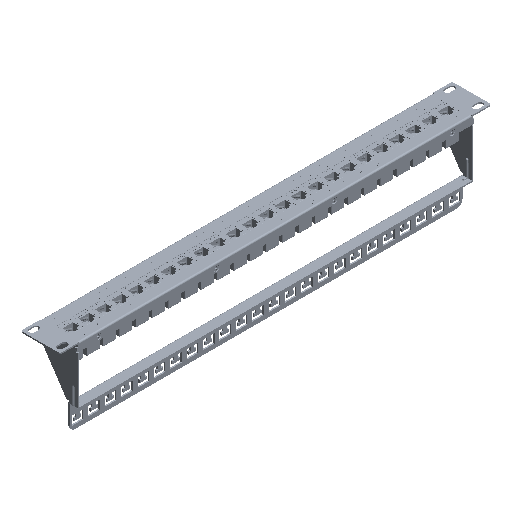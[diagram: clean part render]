
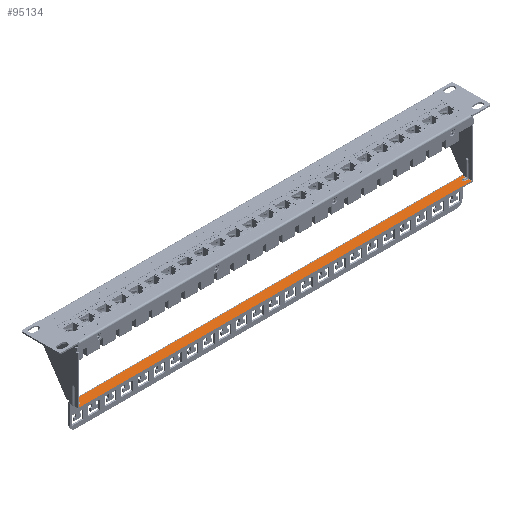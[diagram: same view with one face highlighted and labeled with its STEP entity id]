
A CAD part, isometric view. The second image highlights one B-rep face of the part: STEP entity #95134.
In plain terms, the highlighted face is planar.
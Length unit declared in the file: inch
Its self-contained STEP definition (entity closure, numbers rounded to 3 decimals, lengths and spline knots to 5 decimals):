
#1063 = EDGE_CURVE ( 'NONE', #108596, #48688, #66797, .T. ) ;
#1503 = ORIENTED_EDGE ( 'NONE', *, *, #90345, .F. ) ;
#3321 = LINE ( 'NONE', #70378, #107734 ) ;
#6014 = ORIENTED_EDGE ( 'NONE', *, *, #22235, .F. ) ;
#7848 = CARTESIAN_POINT ( 'NONE',  ( 8.64, -0.0698, 0. ) ) ;
#10513 = CARTESIAN_POINT ( 'NONE',  ( 8.64, -0.48, 0. ) ) ;
#11417 = CARTESIAN_POINT ( 'NONE',  ( -8.4625, -0.3404, 0. ) ) ;
#12071 = VECTOR ( 'NONE', #38790, 39.37008 ) ;
#12782 = ORIENTED_EDGE ( 'NONE', *, *, #87880, .F. ) ;
#14004 = ORIENTED_EDGE ( 'NONE', *, *, #37569, .T. ) ;
#14665 = VERTEX_POINT ( 'NONE', #74985 ) ;
#14752 = CARTESIAN_POINT ( 'NONE',  ( -8.64, -0.2094, 0. ) ) ;
#15159 = DIRECTION ( 'NONE',  ( 0., 1., 0. ) ) ;
#16103 = CARTESIAN_POINT ( 'NONE',  ( -8.64, -0.3404, 0. ) ) ;
#16139 = DIRECTION ( 'NONE',  ( 1., 0., 0. ) ) ;
#16821 = DIRECTION ( 'NONE',  ( 1., 0., 0. ) ) ;
#18159 = CARTESIAN_POINT ( 'NONE',  ( -8.4905, -0.2654, 0. ) ) ;
#18430 = DIRECTION ( 'NONE',  ( 0., 0., -1. ) ) ;
#20530 = VERTEX_POINT ( 'NONE', #57204 ) ;
#20594 = AXIS2_PLACEMENT_3D ( 'NONE', #18159, #88895, #16821 ) ;
#22235 = EDGE_CURVE ( 'NONE', #124697, #104214, #3321, .T. ) ;
#22785 = CARTESIAN_POINT ( 'NONE',  ( -8.4905, -0.2094, 0. ) ) ;
#24035 = ORIENTED_EDGE ( 'NONE', *, *, #65175, .T. ) ;
#24308 = FACE_OUTER_BOUND ( 'NONE', #76990, .T. ) ;
#26834 = CARTESIAN_POINT ( 'NONE',  ( -8.64, -0.48, 0. ) ) ;
#27060 = CARTESIAN_POINT ( 'NONE',  ( 8.64, -0.48, 0. ) ) ;
#27371 = VECTOR ( 'NONE', #38097, 39.37008 ) ;
#27564 = CARTESIAN_POINT ( 'NONE',  ( 8.65, -0.2094, 0. ) ) ;
#28207 = CARTESIAN_POINT ( 'NONE',  ( 8.4905, -0.2844, 0. ) ) ;
#28886 = CARTESIAN_POINT ( 'NONE',  ( 8.4905, -0.2654, 0. ) ) ;
#29536 = VERTEX_POINT ( 'NONE', #56174 ) ;
#29704 = VERTEX_POINT ( 'NONE', #57477 ) ;
#30663 = CIRCLE ( 'NONE', #115097, 0.056 ) ;
#30736 = EDGE_CURVE ( 'NONE', #124697, #14665, #39576, .T. ) ;
#31300 = ORIENTED_EDGE ( 'NONE', *, *, #52494, .F. ) ;
#32669 = EDGE_CURVE ( 'NONE', #39711, #29704, #130303, .T. ) ;
#33273 = VECTOR ( 'NONE', #61447, 39.37008 ) ;
#33422 = DIRECTION ( 'NONE',  ( 0., 0., -1. ) ) ;
#33686 = VECTOR ( 'NONE', #78235, 39.37008 ) ;
#33796 = VECTOR ( 'NONE', #56897, 39.37008 ) ;
#34152 = VECTOR ( 'NONE', #92849, 39.37008 ) ;
#36045 = CARTESIAN_POINT ( 'NONE',  ( 8.65, -0.48, 0. ) ) ;
#37569 = EDGE_CURVE ( 'NONE', #123135, #29704, #63214, .T. ) ;
#38097 = DIRECTION ( 'NONE',  ( 0., 1., 0. ) ) ;
#38146 = VERTEX_POINT ( 'NONE', #64458 ) ;
#38790 = DIRECTION ( 'NONE',  ( 0., 1., 0. ) ) ;
#39576 = LINE ( 'NONE', #11417, #33273 ) ;
#39711 = VERTEX_POINT ( 'NONE', #10513 ) ;
#39754 = AXIS2_PLACEMENT_3D ( 'NONE', #76683, #67358, #16139 ) ;
#40852 = ORIENTED_EDGE ( 'NONE', *, *, #48453, .T. ) ;
#43304 = LINE ( 'NONE', #77996, #33796 ) ;
#46850 = LINE ( 'NONE', #27564, #117972 ) ;
#47880 = CIRCLE ( 'NONE', #99265, 0.056 ) ;
#48251 = CIRCLE ( 'NONE', #20594, 0.056 ) ;
#48330 = CARTESIAN_POINT ( 'NONE',  ( 8.64, -0.2094, 0. ) ) ;
#48453 = EDGE_CURVE ( 'NONE', #55260, #116396, #88106, .T. ) ;
#48688 = VERTEX_POINT ( 'NONE', #14752 ) ;
#49111 = EDGE_CURVE ( 'NONE', #20530, #116804, #56345, .T. ) ;
#49886 = CARTESIAN_POINT ( 'NONE',  ( -8.4345, -0.48, 0. ) ) ;
#50155 = CARTESIAN_POINT ( 'NONE',  ( 8.65, -0.3404, 0. ) ) ;
#52494 = EDGE_CURVE ( 'NONE', #123135, #116804, #59213, .T. ) ;
#52674 = EDGE_CURVE ( 'NONE', #39711, #104214, #55823, .T. ) ;
#53767 = DIRECTION ( 'NONE',  ( 1., 0., 0. ) ) ;
#54185 = ORIENTED_EDGE ( 'NONE', *, *, #49111, .T. ) ;
#55260 = VERTEX_POINT ( 'NONE', #58295 ) ;
#55823 = LINE ( 'NONE', #36045, #77912 ) ;
#56174 = CARTESIAN_POINT ( 'NONE',  ( 8.4905, -0.2094, 0. ) ) ;
#56345 = LINE ( 'NONE', #81814, #34152 ) ;
#56416 = CARTESIAN_POINT ( 'NONE',  ( 8.4345, -0.2844, 0. ) ) ;
#56897 = DIRECTION ( 'NONE',  ( -1., 0., 0. ) ) ;
#57204 = CARTESIAN_POINT ( 'NONE',  ( 8.4345, -0.2654, 0. ) ) ;
#57477 = CARTESIAN_POINT ( 'NONE',  ( 8.64, -0.3404, 0. ) ) ;
#58295 = CARTESIAN_POINT ( 'NONE',  ( -8.4345, -0.2844, 0. ) ) ;
#58600 = ORIENTED_EDGE ( 'NONE', *, *, #30736, .T. ) ;
#59213 = CIRCLE ( 'NONE', #123526, 0.056 ) ;
#59863 = LINE ( 'NONE', #84993, #96188 ) ;
#61447 = DIRECTION ( 'NONE',  ( 1., 0., 0. ) ) ;
#63214 = LINE ( 'NONE', #50155, #104306 ) ;
#63522 = VECTOR ( 'NONE', #69073, 39.37008 ) ;
#64458 = CARTESIAN_POINT ( 'NONE',  ( -8.64, -0.0698, 0. ) ) ;
#65175 = EDGE_CURVE ( 'NONE', #77151, #29536, #46850, .T. ) ;
#65886 = EDGE_CURVE ( 'NONE', #87233, #38146, #43304, .T. ) ;
#66504 = PLANE ( 'NONE',  #39754 ) ;
#66797 = LINE ( 'NONE', #68523, #33686 ) ;
#67358 = DIRECTION ( 'NONE',  ( 0., 0., 1. ) ) ;
#68523 = CARTESIAN_POINT ( 'NONE',  ( -8.64, -0.2094, 0. ) ) ;
#68997 = ORIENTED_EDGE ( 'NONE', *, *, #88990, .F. ) ;
#69073 = DIRECTION ( 'NONE',  ( 0., -1., 0. ) ) ;
#69660 = CARTESIAN_POINT ( 'NONE',  ( 8.4905, -0.3404, 0. ) ) ;
#70378 = CARTESIAN_POINT ( 'NONE',  ( -8.64, -0.0698, 0. ) ) ;
#72022 = ORIENTED_EDGE ( 'NONE', *, *, #65886, .F. ) ;
#74985 = CARTESIAN_POINT ( 'NONE',  ( -8.4905, -0.3404, 0. ) ) ;
#75492 = ORIENTED_EDGE ( 'NONE', *, *, #95310, .F. ) ;
#76683 = CARTESIAN_POINT ( 'NONE',  ( 8.65, -0.48, 0. ) ) ;
#76990 = EDGE_LOOP ( 'NONE', ( #12782, #95934, #1503, #72022, #98051, #24035, #68997, #54185, #31300, #14004, #119778, #89132, #6014, #58600, #75492, #40852 ) ) ;
#77151 = VERTEX_POINT ( 'NONE', #48330 ) ;
#77881 = DIRECTION ( 'NONE',  ( 0., 0., -1. ) ) ;
#77912 = VECTOR ( 'NONE', #105382, 39.37008 ) ;
#77996 = CARTESIAN_POINT ( 'NONE',  ( 8.65, -0.0698, 0. ) ) ;
#78235 = DIRECTION ( 'NONE',  ( -1., 0., 0. ) ) ;
#80101 = DIRECTION ( 'NONE',  ( 0., -1., 0. ) ) ;
#81814 = CARTESIAN_POINT ( 'NONE',  ( 8.4345, -0.3124, 0. ) ) ;
#83727 = EDGE_CURVE ( 'NONE', #77151, #87233, #59863, .T. ) ;
#84993 = CARTESIAN_POINT ( 'NONE',  ( 8.64, -0.48, 0. ) ) ;
#87233 = VERTEX_POINT ( 'NONE', #7848 ) ;
#87880 = EDGE_CURVE ( 'NONE', #108596, #116396, #48251, .T. ) ;
#88106 = LINE ( 'NONE', #49886, #12071 ) ;
#88895 = DIRECTION ( 'NONE',  ( 0., 0., -1. ) ) ;
#88990 = EDGE_CURVE ( 'NONE', #20530, #29536, #47880, .T. ) ;
#89132 = ORIENTED_EDGE ( 'NONE', *, *, #52674, .T. ) ;
#89167 = DIRECTION ( 'NONE',  ( 1., 0., 0. ) ) ;
#90345 = EDGE_CURVE ( 'NONE', #38146, #48688, #111015, .T. ) ;
#92849 = DIRECTION ( 'NONE',  ( 0., -1., 0. ) ) ;
#93852 = CARTESIAN_POINT ( 'NONE',  ( -8.4905, -0.2844, 0. ) ) ;
#95134 = ADVANCED_FACE ( 'NONE', ( #24308 ), #66504, .F. ) ;
#95310 = EDGE_CURVE ( 'NONE', #55260, #14665, #30663, .T. ) ;
#95934 = ORIENTED_EDGE ( 'NONE', *, *, #1063, .T. ) ;
#96188 = VECTOR ( 'NONE', #15159, 39.37008 ) ;
#98051 = ORIENTED_EDGE ( 'NONE', *, *, #83727, .F. ) ;
#98161 = DIRECTION ( 'NONE',  ( -1., 0., 0. ) ) ;
#99265 = AXIS2_PLACEMENT_3D ( 'NONE', #28886, #77881, #109305 ) ;
#99504 = CARTESIAN_POINT ( 'NONE',  ( -8.64, -0.0698, 0. ) ) ;
#100830 = DIRECTION ( 'NONE',  ( 1., 0., 0. ) ) ;
#104214 = VERTEX_POINT ( 'NONE', #26834 ) ;
#104306 = VECTOR ( 'NONE', #100830, 39.37008 ) ;
#105382 = DIRECTION ( 'NONE',  ( -1., 0., 0. ) ) ;
#107734 = VECTOR ( 'NONE', #80101, 39.37008 ) ;
#108596 = VERTEX_POINT ( 'NONE', #22785 ) ;
#109305 = DIRECTION ( 'NONE',  ( 1., 0., 0. ) ) ;
#111015 = LINE ( 'NONE', #99504, #63522 ) ;
#115097 = AXIS2_PLACEMENT_3D ( 'NONE', #93852, #33422, #53767 ) ;
#116396 = VERTEX_POINT ( 'NONE', #123847 ) ;
#116804 = VERTEX_POINT ( 'NONE', #56416 ) ;
#117972 = VECTOR ( 'NONE', #98161, 39.37008 ) ;
#119778 = ORIENTED_EDGE ( 'NONE', *, *, #32669, .F. ) ;
#123135 = VERTEX_POINT ( 'NONE', #69660 ) ;
#123526 = AXIS2_PLACEMENT_3D ( 'NONE', #28207, #18430, #89167 ) ;
#123847 = CARTESIAN_POINT ( 'NONE',  ( -8.4345, -0.2654, 0. ) ) ;
#124697 = VERTEX_POINT ( 'NONE', #16103 ) ;
#130303 = LINE ( 'NONE', #27060, #27371 ) ;
